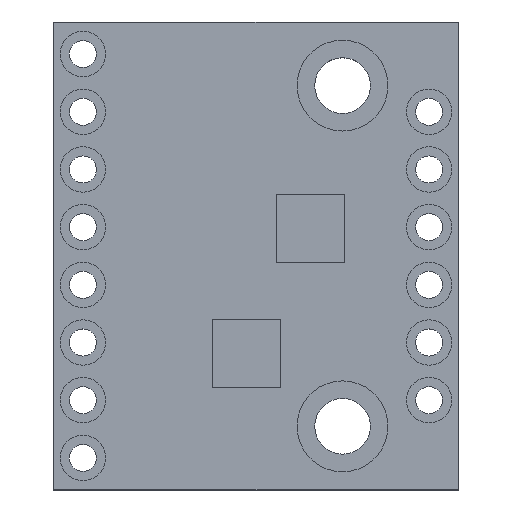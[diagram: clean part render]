
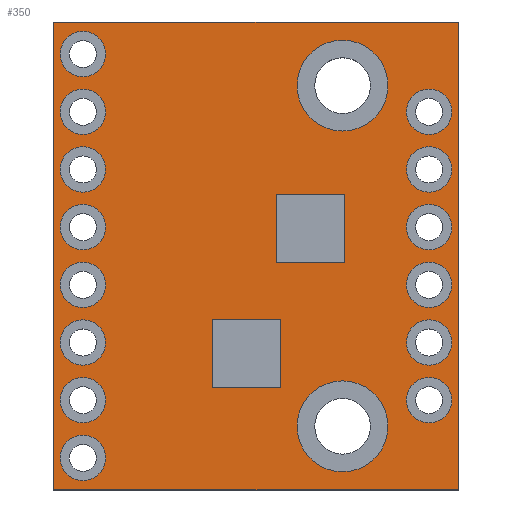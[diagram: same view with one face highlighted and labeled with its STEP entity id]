
A CAD part, top view. The second image highlights one B-rep face of the part: STEP entity #350.
In plain terms, the highlighted planar face has unit normal (0, 0, 1).
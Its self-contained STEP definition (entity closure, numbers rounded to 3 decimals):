
#62 = VERTEX_POINT('',#63);
#63 = CARTESIAN_POINT('',(-8.9,10.3,1.6));
#69 = EDGE_CURVE('',#62,#70,#72,.T.);
#70 = VERTEX_POINT('',#71);
#71 = CARTESIAN_POINT('',(-8.9,-10.3,1.6));
#72 = LINE('',#73,#74);
#73 = CARTESIAN_POINT('',(-8.9,10.3,1.6));
#74 = VECTOR('',#75,1.);
#75 = DIRECTION('',(0.,-1.,0.));
#102 = VERTEX_POINT('',#103);
#103 = CARTESIAN_POINT('',(8.9,10.3,1.6));
#109 = EDGE_CURVE('',#102,#62,#110,.T.);
#110 = LINE('',#111,#112);
#111 = CARTESIAN_POINT('',(8.9,10.3,1.6));
#112 = VECTOR('',#113,1.);
#113 = DIRECTION('',(-1.,0.,0.));
#131 = EDGE_CURVE('',#70,#132,#134,.T.);
#132 = VERTEX_POINT('',#133);
#133 = CARTESIAN_POINT('',(8.9,-10.3,1.6));
#134 = LINE('',#135,#136);
#135 = CARTESIAN_POINT('',(-8.9,-10.3,1.6));
#136 = VECTOR('',#137,1.);
#137 = DIRECTION('',(1.,0.,0.));
#350 = ADVANCED_FACE('',(#351,#362,#373,#384,#395,#406,#417,#428,#439,
    #450,#461,#472,#483,#494,#505,#516,#527),#538,.T.);
#351 = FACE_BOUND('',#352,.T.);
#352 = EDGE_LOOP('',(#353,#354,#355,#361));
#353 = ORIENTED_EDGE('',*,*,#69,.T.);
#354 = ORIENTED_EDGE('',*,*,#131,.T.);
#355 = ORIENTED_EDGE('',*,*,#356,.T.);
#356 = EDGE_CURVE('',#132,#102,#357,.T.);
#357 = LINE('',#358,#359);
#358 = CARTESIAN_POINT('',(8.9,-10.3,1.6));
#359 = VECTOR('',#360,1.);
#360 = DIRECTION('',(0.,1.,0.));
#361 = ORIENTED_EDGE('',*,*,#109,.T.);
#362 = FACE_BOUND('',#363,.T.);
#363 = EDGE_LOOP('',(#364));
#364 = ORIENTED_EDGE('',*,*,#365,.T.);
#365 = EDGE_CURVE('',#366,#366,#368,.T.);
#366 = VERTEX_POINT('',#367);
#367 = CARTESIAN_POINT('',(-7.02,-8.89,1.6));
#368 = CIRCLE('',#369,0.6);
#369 = AXIS2_PLACEMENT_3D('',#370,#371,#372);
#370 = CARTESIAN_POINT('',(-7.62,-8.89,1.6));
#371 = DIRECTION('',(0.,0.,-1.));
#372 = DIRECTION('',(1.,0.,0.));
#373 = FACE_BOUND('',#374,.T.);
#374 = EDGE_LOOP('',(#375));
#375 = ORIENTED_EDGE('',*,*,#376,.T.);
#376 = EDGE_CURVE('',#377,#377,#379,.T.);
#377 = VERTEX_POINT('',#378);
#378 = CARTESIAN_POINT('',(-7.02,-6.35,1.6));
#379 = CIRCLE('',#380,0.6);
#380 = AXIS2_PLACEMENT_3D('',#381,#382,#383);
#381 = CARTESIAN_POINT('',(-7.62,-6.35,1.6));
#382 = DIRECTION('',(0.,0.,-1.));
#383 = DIRECTION('',(1.,0.,0.));
#384 = FACE_BOUND('',#385,.T.);
#385 = EDGE_LOOP('',(#386));
#386 = ORIENTED_EDGE('',*,*,#387,.T.);
#387 = EDGE_CURVE('',#388,#388,#390,.T.);
#388 = VERTEX_POINT('',#389);
#389 = CARTESIAN_POINT('',(-7.02,-3.81,1.6));
#390 = CIRCLE('',#391,0.6);
#391 = AXIS2_PLACEMENT_3D('',#392,#393,#394);
#392 = CARTESIAN_POINT('',(-7.62,-3.81,1.6));
#393 = DIRECTION('',(0.,0.,-1.));
#394 = DIRECTION('',(1.,0.,0.));
#395 = FACE_BOUND('',#396,.T.);
#396 = EDGE_LOOP('',(#397));
#397 = ORIENTED_EDGE('',*,*,#398,.T.);
#398 = EDGE_CURVE('',#399,#399,#401,.T.);
#399 = VERTEX_POINT('',#400);
#400 = CARTESIAN_POINT('',(-7.02,-1.27,1.6));
#401 = CIRCLE('',#402,0.6);
#402 = AXIS2_PLACEMENT_3D('',#403,#404,#405);
#403 = CARTESIAN_POINT('',(-7.62,-1.27,1.6));
#404 = DIRECTION('',(0.,0.,-1.));
#405 = DIRECTION('',(1.,0.,0.));
#406 = FACE_BOUND('',#407,.T.);
#407 = EDGE_LOOP('',(#408));
#408 = ORIENTED_EDGE('',*,*,#409,.T.);
#409 = EDGE_CURVE('',#410,#410,#412,.T.);
#410 = VERTEX_POINT('',#411);
#411 = CARTESIAN_POINT('',(5.06,-7.5,1.6));
#412 = CIRCLE('',#413,1.25);
#413 = AXIS2_PLACEMENT_3D('',#414,#415,#416);
#414 = CARTESIAN_POINT('',(3.81,-7.5,1.6));
#415 = DIRECTION('',(0.,0.,-1.));
#416 = DIRECTION('',(1.,0.,0.));
#417 = FACE_BOUND('',#418,.T.);
#418 = EDGE_LOOP('',(#419));
#419 = ORIENTED_EDGE('',*,*,#420,.T.);
#420 = EDGE_CURVE('',#421,#421,#423,.T.);
#421 = VERTEX_POINT('',#422);
#422 = CARTESIAN_POINT('',(8.22,-6.35,1.6));
#423 = CIRCLE('',#424,0.6);
#424 = AXIS2_PLACEMENT_3D('',#425,#426,#427);
#425 = CARTESIAN_POINT('',(7.62,-6.35,1.6));
#426 = DIRECTION('',(0.,0.,-1.));
#427 = DIRECTION('',(1.,0.,0.));
#428 = FACE_BOUND('',#429,.T.);
#429 = EDGE_LOOP('',(#430));
#430 = ORIENTED_EDGE('',*,*,#431,.T.);
#431 = EDGE_CURVE('',#432,#432,#434,.T.);
#432 = VERTEX_POINT('',#433);
#433 = CARTESIAN_POINT('',(8.22,-3.81,1.6));
#434 = CIRCLE('',#435,0.6);
#435 = AXIS2_PLACEMENT_3D('',#436,#437,#438);
#436 = CARTESIAN_POINT('',(7.62,-3.81,1.6));
#437 = DIRECTION('',(0.,0.,-1.));
#438 = DIRECTION('',(1.,0.,0.));
#439 = FACE_BOUND('',#440,.T.);
#440 = EDGE_LOOP('',(#441));
#441 = ORIENTED_EDGE('',*,*,#442,.T.);
#442 = EDGE_CURVE('',#443,#443,#445,.T.);
#443 = VERTEX_POINT('',#444);
#444 = CARTESIAN_POINT('',(8.22,-1.27,1.6));
#445 = CIRCLE('',#446,0.6);
#446 = AXIS2_PLACEMENT_3D('',#447,#448,#449);
#447 = CARTESIAN_POINT('',(7.62,-1.27,1.6));
#448 = DIRECTION('',(0.,0.,-1.));
#449 = DIRECTION('',(1.,0.,0.));
#450 = FACE_BOUND('',#451,.T.);
#451 = EDGE_LOOP('',(#452));
#452 = ORIENTED_EDGE('',*,*,#453,.T.);
#453 = EDGE_CURVE('',#454,#454,#456,.T.);
#454 = VERTEX_POINT('',#455);
#455 = CARTESIAN_POINT('',(-7.02,1.27,1.6));
#456 = CIRCLE('',#457,0.6);
#457 = AXIS2_PLACEMENT_3D('',#458,#459,#460);
#458 = CARTESIAN_POINT('',(-7.62,1.27,1.6));
#459 = DIRECTION('',(0.,0.,-1.));
#460 = DIRECTION('',(1.,0.,0.));
#461 = FACE_BOUND('',#462,.T.);
#462 = EDGE_LOOP('',(#463));
#463 = ORIENTED_EDGE('',*,*,#464,.T.);
#464 = EDGE_CURVE('',#465,#465,#467,.T.);
#465 = VERTEX_POINT('',#466);
#466 = CARTESIAN_POINT('',(-7.02,3.81,1.6));
#467 = CIRCLE('',#468,0.6);
#468 = AXIS2_PLACEMENT_3D('',#469,#470,#471);
#469 = CARTESIAN_POINT('',(-7.62,3.81,1.6));
#470 = DIRECTION('',(0.,0.,-1.));
#471 = DIRECTION('',(1.,0.,0.));
#472 = FACE_BOUND('',#473,.T.);
#473 = EDGE_LOOP('',(#474));
#474 = ORIENTED_EDGE('',*,*,#475,.T.);
#475 = EDGE_CURVE('',#476,#476,#478,.T.);
#476 = VERTEX_POINT('',#477);
#477 = CARTESIAN_POINT('',(-7.02,6.35,1.6));
#478 = CIRCLE('',#479,0.6);
#479 = AXIS2_PLACEMENT_3D('',#480,#481,#482);
#480 = CARTESIAN_POINT('',(-7.62,6.35,1.6));
#481 = DIRECTION('',(0.,0.,-1.));
#482 = DIRECTION('',(1.,0.,0.));
#483 = FACE_BOUND('',#484,.T.);
#484 = EDGE_LOOP('',(#485));
#485 = ORIENTED_EDGE('',*,*,#486,.T.);
#486 = EDGE_CURVE('',#487,#487,#489,.T.);
#487 = VERTEX_POINT('',#488);
#488 = CARTESIAN_POINT('',(-7.02,8.89,1.6));
#489 = CIRCLE('',#490,0.6);
#490 = AXIS2_PLACEMENT_3D('',#491,#492,#493);
#491 = CARTESIAN_POINT('',(-7.62,8.89,1.6));
#492 = DIRECTION('',(0.,0.,-1.));
#493 = DIRECTION('',(1.,0.,0.));
#494 = FACE_BOUND('',#495,.T.);
#495 = EDGE_LOOP('',(#496));
#496 = ORIENTED_EDGE('',*,*,#497,.T.);
#497 = EDGE_CURVE('',#498,#498,#500,.T.);
#498 = VERTEX_POINT('',#499);
#499 = CARTESIAN_POINT('',(8.22,1.27,1.6));
#500 = CIRCLE('',#501,0.6);
#501 = AXIS2_PLACEMENT_3D('',#502,#503,#504);
#502 = CARTESIAN_POINT('',(7.62,1.27,1.6));
#503 = DIRECTION('',(0.,0.,-1.));
#504 = DIRECTION('',(1.,0.,0.));
#505 = FACE_BOUND('',#506,.T.);
#506 = EDGE_LOOP('',(#507));
#507 = ORIENTED_EDGE('',*,*,#508,.T.);
#508 = EDGE_CURVE('',#509,#509,#511,.T.);
#509 = VERTEX_POINT('',#510);
#510 = CARTESIAN_POINT('',(8.22,3.81,1.6));
#511 = CIRCLE('',#512,0.6);
#512 = AXIS2_PLACEMENT_3D('',#513,#514,#515);
#513 = CARTESIAN_POINT('',(7.62,3.81,1.6));
#514 = DIRECTION('',(0.,0.,-1.));
#515 = DIRECTION('',(1.,0.,0.));
#516 = FACE_BOUND('',#517,.T.);
#517 = EDGE_LOOP('',(#518));
#518 = ORIENTED_EDGE('',*,*,#519,.T.);
#519 = EDGE_CURVE('',#520,#520,#522,.T.);
#520 = VERTEX_POINT('',#521);
#521 = CARTESIAN_POINT('',(5.06,7.5,1.6));
#522 = CIRCLE('',#523,1.25);
#523 = AXIS2_PLACEMENT_3D('',#524,#525,#526);
#524 = CARTESIAN_POINT('',(3.81,7.5,1.6));
#525 = DIRECTION('',(0.,0.,-1.));
#526 = DIRECTION('',(1.,0.,0.));
#527 = FACE_BOUND('',#528,.T.);
#528 = EDGE_LOOP('',(#529));
#529 = ORIENTED_EDGE('',*,*,#530,.T.);
#530 = EDGE_CURVE('',#531,#531,#533,.T.);
#531 = VERTEX_POINT('',#532);
#532 = CARTESIAN_POINT('',(8.22,6.35,1.6));
#533 = CIRCLE('',#534,0.6);
#534 = AXIS2_PLACEMENT_3D('',#535,#536,#537);
#535 = CARTESIAN_POINT('',(7.62,6.35,1.6));
#536 = DIRECTION('',(0.,0.,-1.));
#537 = DIRECTION('',(1.,0.,0.));
#538 = PLANE('',#539);
#539 = AXIS2_PLACEMENT_3D('',#540,#541,#542);
#540 = CARTESIAN_POINT('',(0.,0.,1.6));
#541 = DIRECTION('',(0.,0.,1.));
#542 = DIRECTION('',(1.,0.,0.));
